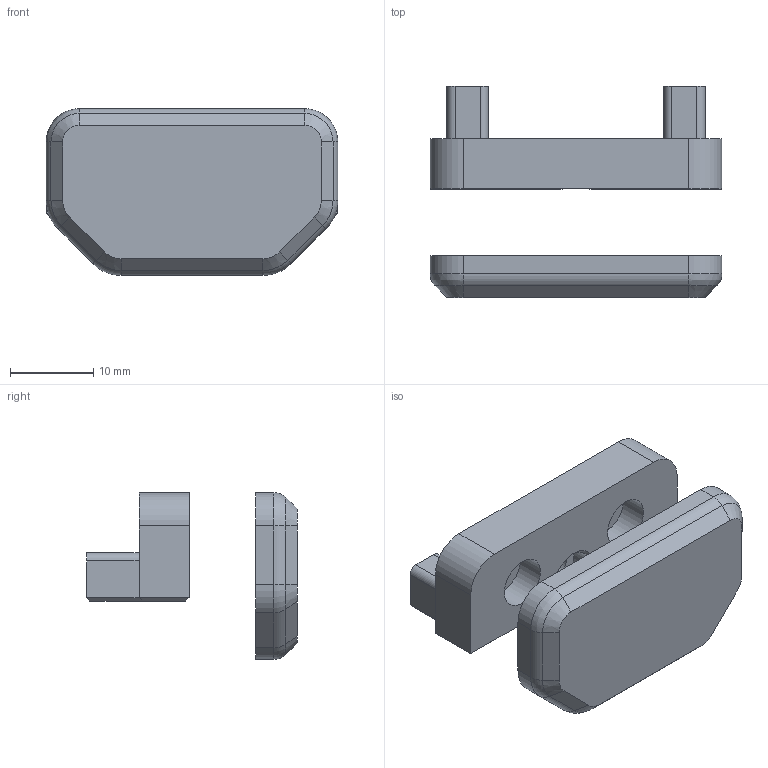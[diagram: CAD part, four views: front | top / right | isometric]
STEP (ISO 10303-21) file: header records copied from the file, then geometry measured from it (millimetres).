
FILE_DESCRIPTION(/* description */ (''),/* implementation_level */ '2;1');
FILE_NAME(/* name */ 'Magnetic_Panel_Midspan_Clips_6mm.step',/* time_stamp */ '2022-09-25T12:51:41-06:00',/* author */ (''),/* organization */ (''),/* preprocessor_version */ 'ST-DEVELOPER v19',/* originating_system */ 'Autodesk Translation Framework v11.7.0.108',/* authorisation */ '');
FILE_SCHEMA (('AUTOMOTIVE_DESIGN { 1 0 10303 214 3 1 1 }'));
Length unit declared in the file: millimetre
Products named in the file (2): (Unsaved); Mid Span Clip 3mm v1
Assembly tree (1 placements, depth 2):
  (Unsaved)
    Mid Span Clip 3mm v1
Bounding box: 35 x 25.3 x 20 mm (x, y, z)
Volume: 5479.6 mm3; surface area: 3669.2 mm2
Topology: 2 solids, 2 shells, 95 faces, 218 edges, 132 vertices
Faces by surface type: plane 52, cylinder 28, cone 9, torus 4, bspline 2
Full cylindrical faces by diameter (mm): 3.4 x1, 6.1 x4
Entity records: 2716 total; most frequent: DIRECTION 483, CARTESIAN_POINT 464, ORIENTED_EDGE 436, EDGE_CURVE 218, AXIS2_PLACEMENT_3D 169, LINE 145, VECTOR 145, VERTEX_POINT 132
